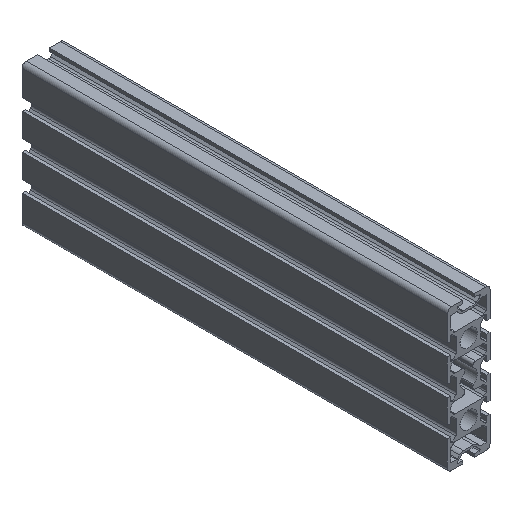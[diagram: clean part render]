
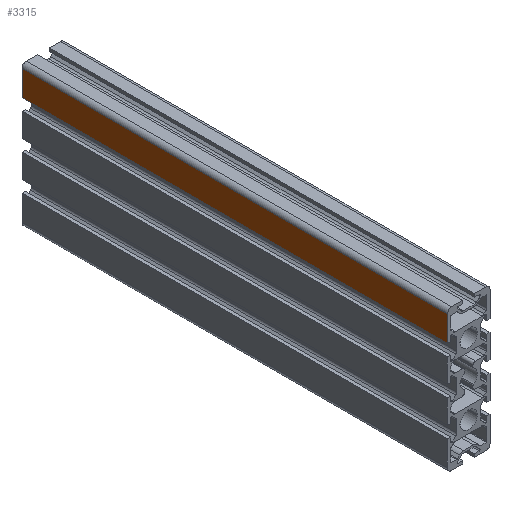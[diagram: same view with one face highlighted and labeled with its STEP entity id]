
A CAD part, isometric view. The second image highlights one B-rep face of the part: STEP entity #3315.
In plain terms, the highlighted face is planar.
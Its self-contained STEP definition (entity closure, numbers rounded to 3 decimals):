
#34 = FACE_OUTER_BOUND ( 'NONE', #1121, .T. ) ;
#35 = CARTESIAN_POINT ( 'NONE',  ( 15., 29.1, -300. ) ) ;
#37 = DIRECTION ( 'NONE',  ( 1., 0., 0. ) ) ;
#40 = PLANE ( 'NONE',  #2315 ) ;
#44 = DIRECTION ( 'NONE',  ( 0., 0., -1. ) ) ;
#564 = VECTOR ( 'NONE', #4896, 1000. ) ;
#576 = VECTOR ( 'NONE', #4829, 1000. ) ;
#581 = VECTOR ( 'NONE', #4550, 1000. ) ;
#593 = VECTOR ( 'NONE', #4545, 1000. ) ;
#1121 = EDGE_LOOP ( 'NONE', ( #4752, #4407, #4756, #4406 ) ) ;
#2315 = AXIS2_PLACEMENT_3D ( 'NONE', #35, #37, #44 ) ;
#2813 = EDGE_CURVE ( 'NONE', #4297, #4303, #4537, .T. ) ;
#2814 = EDGE_CURVE ( 'NONE', #4291, #4286, #4540, .T. ) ;
#2823 = EDGE_CURVE ( 'NONE', #4286, #4303, #4817, .T. ) ;
#2842 = EDGE_CURVE ( 'NONE', #4291, #4297, #4882, .T. ) ;
#3315 = ADVANCED_FACE ( 'PLANAR_34', ( #34 ), #40, .T. ) ;
#4286 = VERTEX_POINT ( 'NONE', #6652 ) ;
#4291 = VERTEX_POINT ( 'NONE', #6628 ) ;
#4297 = VERTEX_POINT ( 'NONE', #6633 ) ;
#4303 = VERTEX_POINT ( 'NONE', #6634 ) ;
#4406 = ORIENTED_EDGE ( 'NONE', *, *, #2813, .T. ) ;
#4407 = ORIENTED_EDGE ( 'NONE', *, *, #2814, .F. ) ;
#4537 = LINE ( 'NONE', #4538, #593 ) ;
#4538 = CARTESIAN_POINT ( 'NONE',  ( 15., 47., -300. ) ) ;
#4540 = LINE ( 'NONE', #4547, #581 ) ;
#4545 = DIRECTION ( 'NONE',  ( 0., 0., 1. ) ) ;
#4547 = CARTESIAN_POINT ( 'NONE',  ( 15., 29.1, -300. ) ) ;
#4550 = DIRECTION ( 'NONE',  ( 0., 0., 1. ) ) ;
#4752 = ORIENTED_EDGE ( 'NONE', *, *, #2823, .F. ) ;
#4756 = ORIENTED_EDGE ( 'NONE', *, *, #2842, .T. ) ;
#4817 = LINE ( 'NONE', #4827, #576 ) ;
#4827 = CARTESIAN_POINT ( 'NONE',  ( 15., 29.1, 0. ) ) ;
#4829 = DIRECTION ( 'NONE',  ( 0., 1., 0. ) ) ;
#4882 = LINE ( 'NONE', #4892, #564 ) ;
#4892 = CARTESIAN_POINT ( 'NONE',  ( 15., 29.1, -300. ) ) ;
#4896 = DIRECTION ( 'NONE',  ( 0., 1., 0. ) ) ;
#6628 = CARTESIAN_POINT ( 'NONE',  ( 15., 29.1, -300. ) ) ;
#6633 = CARTESIAN_POINT ( 'NONE',  ( 15., 47., -300. ) ) ;
#6634 = CARTESIAN_POINT ( 'NONE',  ( 15., 47., 0. ) ) ;
#6652 = CARTESIAN_POINT ( 'NONE',  ( 15., 29.1, 0. ) ) ;
